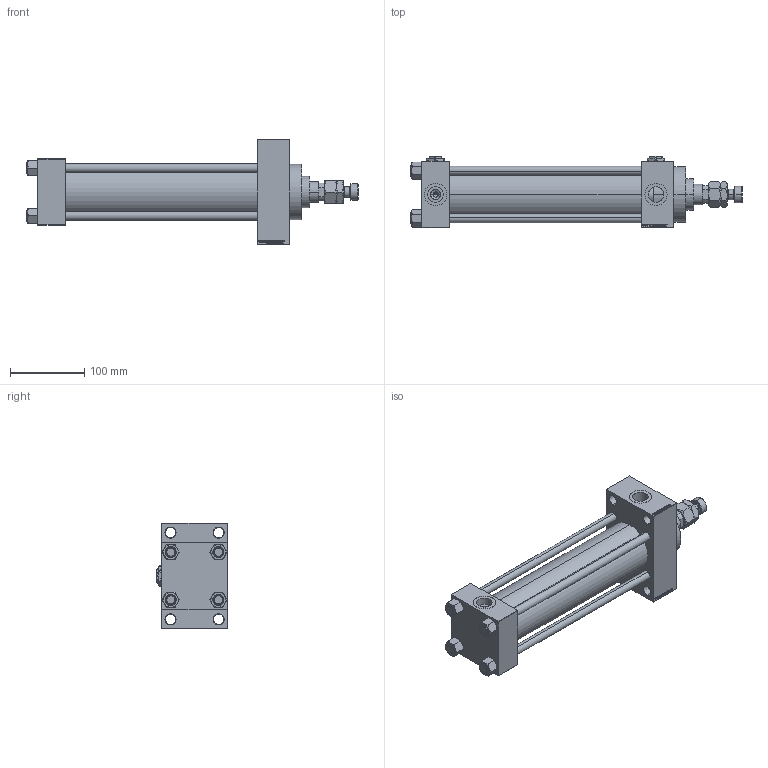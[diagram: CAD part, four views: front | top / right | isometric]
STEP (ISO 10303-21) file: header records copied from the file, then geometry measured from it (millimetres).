
FILE_DESCRIPTION (( 'STEP AP203' ), '1' );
FILE_NAME ('9895.STEP', '2023-08-23T02:38:17', ( '' ), ( '' ), 'SwSTEP 2.0', 'SolidWorks 2019', '' );
FILE_SCHEMA (( 'CONFIG_CONTROL_DESIGN' ));
Length unit declared in the file: millimetre
Products named in the file (8): MFA a6a99bc5b9352467f514227887199713; Zatka_pro_OIL_PORT a6a99bc5b9352467f514227887199713; V215CR_VCP_D a6a99bc5b9352467f514227887199713; V215_VC_A a6a99bc5b9352467f514227887199713; NUT_M5_D a6a99bc5b9352467f514227887199713; 9895; V215CR_D_Body a6a99bc5b9352467f514227887199713; V215CR_D_TYCINKA a6a99bc5b9352467f514227887199713
Assembly tree (14 placements, depth 2):
  9895
    V215CR_D_Body a6a99bc5b9352467f514227887199713
    V215CR_VCP_D a6a99bc5b9352467f514227887199713
    NUT_M5_D a6a99bc5b9352467f514227887199713  x4
    V215CR_D_TYCINKA a6a99bc5b9352467f514227887199713  x4
    V215_VC_A a6a99bc5b9352467f514227887199713
    MFA a6a99bc5b9352467f514227887199713
    Zatka_pro_OIL_PORT a6a99bc5b9352467f514227887199713  x2
Bounding box: 448 x 97 x 142 mm (x, y, z)
Volume: 1453354.3 mm3; surface area: 341221.5 mm2
Topology: 14 solids, 14 shells, 1256 faces, 3092 edges, 1982 vertices
Faces by surface type: plane 561, bspline 368, cone 212, cylinder 103, torus 12
Entity records: 50976 total; most frequent: CARTESIAN_POINT 26290, ORIENTED_EDGE 5484, DIRECTION 3648, EDGE_CURVE 2742, VERTEX_POINT 1780, LINE 1572, VECTOR 1572, EDGE_LOOP 1234
